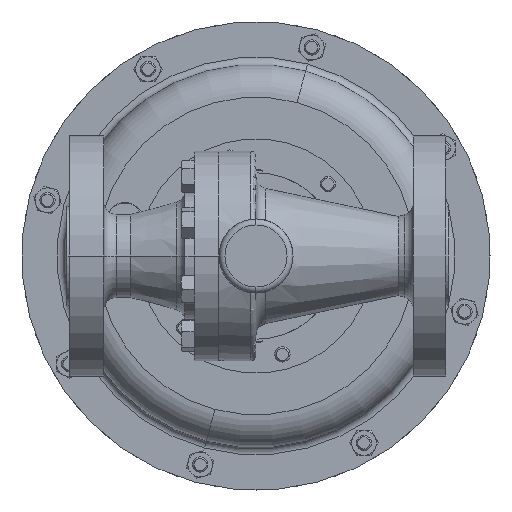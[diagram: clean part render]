
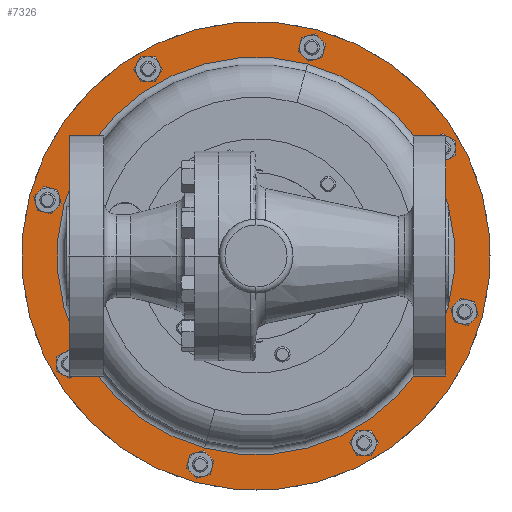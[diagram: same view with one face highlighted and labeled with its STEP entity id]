
A CAD part, front view. The second image highlights one B-rep face of the part: STEP entity #7326.
In plain terms, the highlighted planar face has unit normal (0, -1, 0).
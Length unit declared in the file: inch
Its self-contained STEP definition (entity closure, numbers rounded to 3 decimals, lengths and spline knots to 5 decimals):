
#657 = AXIS2_PLACEMENT_3D ( 'NONE', #5660, #5705, #5887 ) ;
#1693 = VERTEX_POINT ( 'NONE', #18375 ) ;
#1719 = ORIENTED_EDGE ( 'NONE', *, *, #22683, .F. ) ;
#1739 = FACE_BOUND ( 'NONE', #25297, .T. ) ;
#4416 = EDGE_CURVE ( 'NONE', #1693, #7421, #5272, .T. ) ;
#4523 = AXIS2_PLACEMENT_3D ( 'NONE', #11846, #11805, #11761 ) ;
#5272 = CIRCLE ( 'NONE', #4523, 4.029 ) ;
#5660 = CARTESIAN_POINT ( 'NONE',  ( 0.61311, 10.7203, 4.0434 ) ) ;
#5705 = DIRECTION ( 'NONE',  ( 0., 1., 0. ) ) ;
#5781 = CARTESIAN_POINT ( 'NONE',  ( -0.61628, 10.7203, -0.54475 ) ) ;
#5887 = DIRECTION ( 'NONE',  ( -0.259, 0., -0.966 ) ) ;
#6637 = AXIS2_PLACEMENT_3D ( 'NONE', #18225, #18171, #18067 ) ;
#6690 = CIRCLE ( 'NONE', #14859, 4.029 ) ;
#7311 = DIRECTION ( 'NONE',  ( 0., 1., 0. ) ) ;
#7326 = ADVANCED_FACE ( 'NONE', ( #1739, #7724 ), #18324, .T. ) ;
#7421 = VERTEX_POINT ( 'NONE', #16871 ) ;
#7724 = FACE_OUTER_BOUND ( 'NONE', #17071, .T. ) ;
#11180 = DIRECTION ( 'NONE',  ( 0., 1., 0. ) ) ;
#11761 = DIRECTION ( 'NONE',  ( -0.259, 0., -0.966 ) ) ;
#11805 = DIRECTION ( 'NONE',  ( 0., 1., 0. ) ) ;
#11846 = CARTESIAN_POINT ( 'NONE',  ( 0.61311, 10.7203, 4.0434 ) ) ;
#14516 = EDGE_CURVE ( 'NONE', #19594, #16194, #20933, .T. ) ;
#14687 = ORIENTED_EDGE ( 'NONE', *, *, #19861, .T. ) ;
#14859 = AXIS2_PLACEMENT_3D ( 'NONE', #19304, #7311, #21403 ) ;
#15130 = ORIENTED_EDGE ( 'NONE', *, *, #14516, .F. ) ;
#16194 = VERTEX_POINT ( 'NONE', #5781 ) ;
#16327 = CARTESIAN_POINT ( 'NONE',  ( 1.8425, 10.7203, 8.63155 ) ) ;
#16871 = CARTESIAN_POINT ( 'NONE',  ( 1.65589, 10.7203, 7.93511 ) ) ;
#17071 = EDGE_LOOP ( 'NONE', ( #1719, #15130 ) ) ;
#18067 = DIRECTION ( 'NONE',  ( 0.259, 0., 0.966 ) ) ;
#18089 = ORIENTED_EDGE ( 'NONE', *, *, #4416, .T. ) ;
#18171 = DIRECTION ( 'NONE',  ( 0., -1., 0. ) ) ;
#18225 = CARTESIAN_POINT ( 'NONE',  ( -3.97504, 10.7203, 5.27279 ) ) ;
#18324 = PLANE ( 'NONE',  #6637 ) ;
#18375 = CARTESIAN_POINT ( 'NONE',  ( -0.42967, 10.7203, 0.15168 ) ) ;
#19304 = CARTESIAN_POINT ( 'NONE',  ( 0.61311, 10.7203, 4.0434 ) ) ;
#19594 = VERTEX_POINT ( 'NONE', #16327 ) ;
#19861 = EDGE_CURVE ( 'NONE', #7421, #1693, #6690, .T. ) ;
#20933 = CIRCLE ( 'NONE', #657, 4.75 ) ;
#21403 = DIRECTION ( 'NONE',  ( -0.259, 0., -0.966 ) ) ;
#21932 = AXIS2_PLACEMENT_3D ( 'NONE', #23239, #11180, #25264 ) ;
#22683 = EDGE_CURVE ( 'NONE', #16194, #19594, #25691, .T. ) ;
#23239 = CARTESIAN_POINT ( 'NONE',  ( 0.61311, 10.7203, 4.0434 ) ) ;
#25264 = DIRECTION ( 'NONE',  ( -0.259, 0., -0.966 ) ) ;
#25297 = EDGE_LOOP ( 'NONE', ( #18089, #14687 ) ) ;
#25691 = CIRCLE ( 'NONE', #21932, 4.75 ) ;
